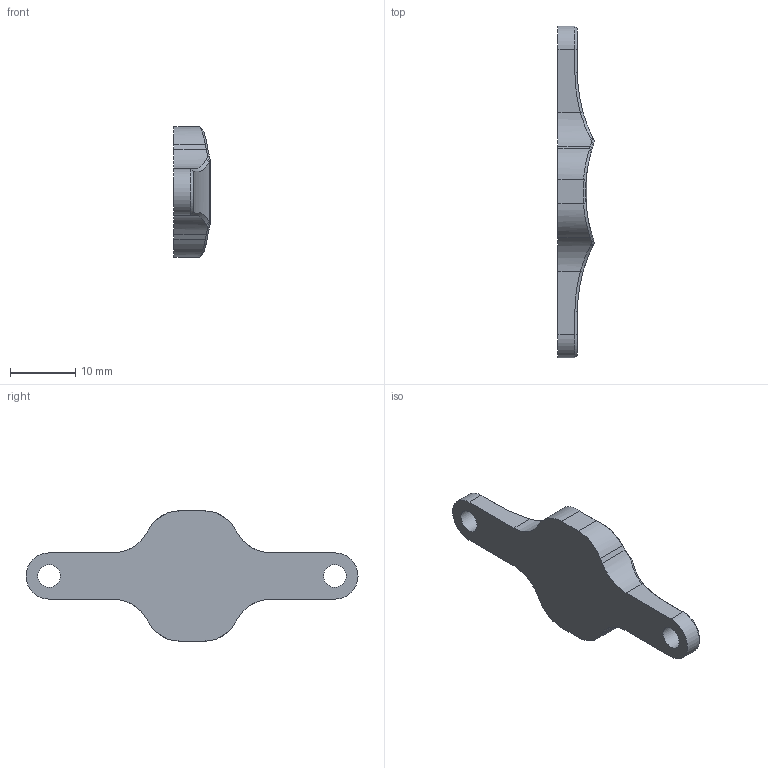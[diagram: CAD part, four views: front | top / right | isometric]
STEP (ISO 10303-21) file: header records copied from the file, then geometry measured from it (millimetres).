
FILE_DESCRIPTION(/* description */ (''),/* implementation_level */ '2;1');
FILE_NAME(/* name */ 'MiniAS_Lower_Strain_Relief.step',/* time_stamp */ '2022-08-24T14:15:17-07:00',/* author */ (''),/* organization */ (''),/* preprocessor_version */ 'ST-DEVELOPER v19',/* originating_system */ 'Autodesk Translation Framework v11.7.0.108',/* authorisation */ '');
FILE_SCHEMA (('AUTOMOTIVE_DESIGN { 1 0 10303 214 3 1 1 }'));
Length unit declared in the file: millimetre
Products named in the file (1): Strain_Relief_Lower
Bounding box: 5.55 x 50.94 x 20 mm (x, y, z)
Volume: 2002 mm3; surface area: 1738.7 mm2
Topology: 1 solids, 1 shells, 104 faces, 272 edges, 170 vertices
Faces by surface type: bspline 44, cylinder 29, plane 21, cone 10
Full cylindrical faces by diameter (mm): 3.5 x2
Entity records: 3993 total; most frequent: CARTESIAN_POINT 1651, ORIENTED_EDGE 544, DIRECTION 370, EDGE_CURVE 272, VERTEX_POINT 170, AXIS2_PLACEMENT_3D 125, LINE 120, VECTOR 120
